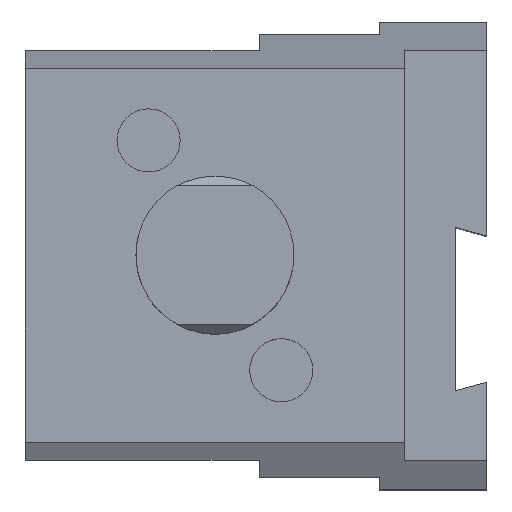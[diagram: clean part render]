
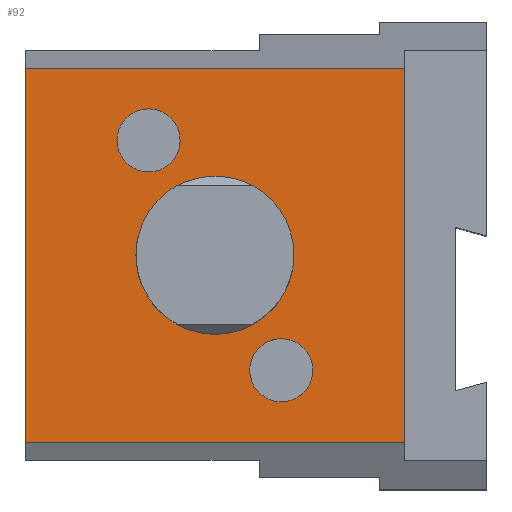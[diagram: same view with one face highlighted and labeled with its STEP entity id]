
A CAD part, top view. The second image highlights one B-rep face of the part: STEP entity #92.
In plain terms, the highlighted planar face has unit normal (0, 0, 1).
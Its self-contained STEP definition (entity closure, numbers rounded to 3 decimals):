
#39=FACE_BOUND('',#202,.T.);
#40=FACE_BOUND('',#203,.T.);
#41=FACE_BOUND('',#204,.T.);
#42=FACE_BOUND('',#205,.T.);
#56=CIRCLE('',#796,5.);
#58=CIRCLE('',#800,5.);
#60=CIRCLE('',#817,12.5);
#92=ADVANCED_FACE('',(#39,#40,#41,#42),#127,.F.);
#127=PLANE('',#818);
#202=EDGE_LOOP('',(#367));
#203=EDGE_LOOP('',(#368));
#204=EDGE_LOOP('',(#369));
#205=EDGE_LOOP('',(#370,#371,#372,#373));
#367=ORIENTED_EDGE('',*,*,#540,.F.);
#368=ORIENTED_EDGE('',*,*,#538,.F.);
#369=ORIENTED_EDGE('',*,*,#562,.T.);
#370=ORIENTED_EDGE('',*,*,#561,.T.);
#371=ORIENTED_EDGE('',*,*,#523,.F.);
#372=ORIENTED_EDGE('',*,*,#563,.F.);
#373=ORIENTED_EDGE('',*,*,#535,.T.);
#449=VERTEX_POINT('',#1126);
#450=VERTEX_POINT('',#1127);
#456=VERTEX_POINT('',#1147);
#457=VERTEX_POINT('',#1149);
#459=VERTEX_POINT('',#1155);
#461=VERTEX_POINT('',#1161);
#470=VERTEX_POINT('',#1207);
#523=EDGE_CURVE('',#449,#450,#619,.T.);
#535=EDGE_CURVE('',#457,#456,#630,.T.);
#538=EDGE_CURVE('',#459,#459,#56,.T.);
#540=EDGE_CURVE('',#461,#461,#58,.T.);
#561=EDGE_CURVE('',#456,#450,#651,.T.);
#562=EDGE_CURVE('',#470,#470,#60,.T.);
#563=EDGE_CURVE('',#457,#449,#652,.T.);
#619=LINE('',#1125,#704);
#630=LINE('',#1148,#715);
#651=LINE('',#1204,#736);
#652=LINE('',#1208,#737);
#704=VECTOR('',#902,1.);
#715=VECTOR('',#921,1.);
#736=VECTOR('',#986,1.);
#737=VECTOR('',#991,1.);
#796=AXIS2_PLACEMENT_3D('',#1154,#927,#928);
#800=AXIS2_PLACEMENT_3D('',#1160,#935,#936);
#817=AXIS2_PLACEMENT_3D('',#1206,#989,#990);
#818=AXIS2_PLACEMENT_3D('',#1209,#992,#993);
#902=DIRECTION('',(1.,0.,0.));
#921=DIRECTION('',(1.,0.,0.));
#927=DIRECTION('',(0.,0.,1.));
#928=DIRECTION('',(1.,0.,0.));
#935=DIRECTION('',(0.,0.,1.));
#936=DIRECTION('',(1.,0.,0.));
#986=DIRECTION('',(0.,1.,0.));
#989=DIRECTION('',(0.,0.,-1.));
#990=DIRECTION('',(1.,0.,0.));
#991=DIRECTION('',(0.,1.,0.));
#992=DIRECTION('',(0.,0.,-1.));
#993=DIRECTION('',(1.,0.,0.));
#1125=CARTESIAN_POINT('',(-124.23,29.594,0.));
#1126=CARTESIAN_POINT('',(-30.,29.594,0.));
#1127=CARTESIAN_POINT('',(30.,29.594,0.));
#1147=CARTESIAN_POINT('',(30.,-29.594,0.));
#1148=CARTESIAN_POINT('',(-124.23,-29.594,0.));
#1149=CARTESIAN_POINT('',(-30.,-29.594,0.));
#1154=CARTESIAN_POINT('',(-10.5,18.186,0.));
#1155=CARTESIAN_POINT('',(-5.5,18.186,0.));
#1160=CARTESIAN_POINT('',(10.5,-18.186,0.));
#1161=CARTESIAN_POINT('',(15.5,-18.186,0.));
#1204=CARTESIAN_POINT('',(30.,-37.,0.));
#1206=CARTESIAN_POINT('',(0.,0.,0.));
#1207=CARTESIAN_POINT('',(12.5,0.,0.));
#1208=CARTESIAN_POINT('',(-30.,-37.,0.));
#1209=CARTESIAN_POINT('',(30.,-37.,0.));
